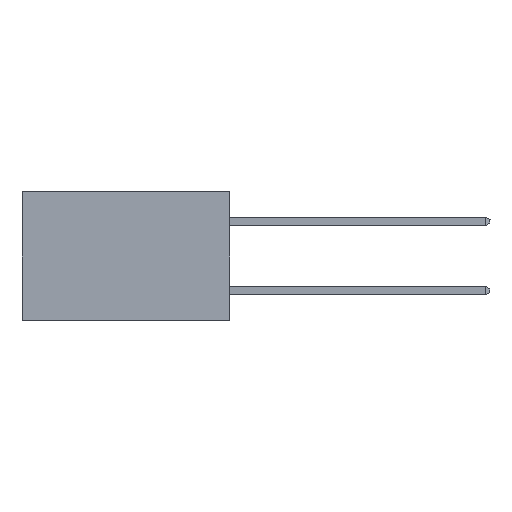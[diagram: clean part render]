
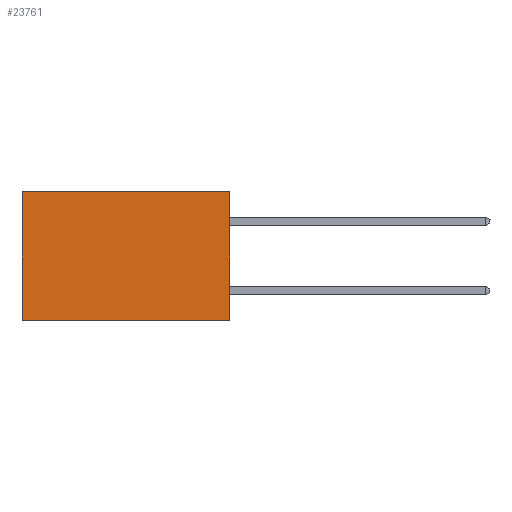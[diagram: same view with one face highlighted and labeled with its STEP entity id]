
A CAD part, left-side view. The second image highlights one B-rep face of the part: STEP entity #23761.
In plain terms, the highlighted planar face has unit normal (-1, 0, 0).
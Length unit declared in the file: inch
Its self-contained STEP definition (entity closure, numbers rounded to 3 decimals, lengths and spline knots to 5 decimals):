
#1147 = CARTESIAN_POINT ( 'NONE',  ( 0.2615, 0., 0. ) ) ;
#1409 = ORIENTED_EDGE ( 'NONE', *, *, #23776, .T. ) ;
#1584 = DIRECTION ( 'NONE',  ( 1., 0., 0. ) ) ;
#3090 = CARTESIAN_POINT ( 'NONE',  ( 0.2615, 0.6, 0. ) ) ;
#3470 = VECTOR ( 'NONE', #15543, 39.37008 ) ;
#4902 = VERTEX_POINT ( 'NONE', #24240 ) ;
#5011 = VERTEX_POINT ( 'NONE', #16420 ) ;
#5314 = DIRECTION ( 'NONE',  ( 0., 0., -1. ) ) ;
#5330 = CARTESIAN_POINT ( 'NONE',  ( 0.2615, 0.6, -0.37 ) ) ;
#5331 = VECTOR ( 'NONE', #10996, 39.37008 ) ;
#6040 = VECTOR ( 'NONE', #18350, 39.37008 ) ;
#8633 = LINE ( 'NONE', #24722, #6040 ) ;
#8797 = ORIENTED_EDGE ( 'NONE', *, *, #23656, .F. ) ;
#9029 = LINE ( 'NONE', #11040, #22959 ) ;
#9563 = LINE ( 'NONE', #25648, #3470 ) ;
#10996 = DIRECTION ( 'NONE',  ( 0., 1., 0. ) ) ;
#11040 = CARTESIAN_POINT ( 'NONE',  ( 0.2615, 0., -0.37 ) ) ;
#11823 = PLANE ( 'NONE',  #25550 ) ;
#12718 = EDGE_CURVE ( 'NONE', #5011, #4902, #9029, .T. ) ;
#12996 = ORIENTED_EDGE ( 'NONE', *, *, #21232, .T. ) ;
#15410 = FACE_OUTER_BOUND ( 'NONE', #19596, .T. ) ;
#15543 = DIRECTION ( 'NONE',  ( 0., 0., -1. ) ) ;
#16420 = CARTESIAN_POINT ( 'NONE',  ( 0.2615, 0., 0. ) ) ;
#17769 = VERTEX_POINT ( 'NONE', #3090 ) ;
#18350 = DIRECTION ( 'NONE',  ( 0., 1., 0. ) ) ;
#19596 = EDGE_LOOP ( 'NONE', ( #1409, #8797, #23013, #12996 ) ) ;
#19920 = DIRECTION ( 'NONE',  ( 0., 0., -1. ) ) ;
#20966 = LINE ( 'NONE', #1147, #5331 ) ;
#21232 = EDGE_CURVE ( 'NONE', #5011, #17769, #20966, .T. ) ;
#22959 = VECTOR ( 'NONE', #5314, 39.37008 ) ;
#23013 = ORIENTED_EDGE ( 'NONE', *, *, #12718, .F. ) ;
#23498 = CARTESIAN_POINT ( 'NONE',  ( 0.2615, 0., -0.37 ) ) ;
#23656 = EDGE_CURVE ( 'NONE', #4902, #24561, #8633, .T. ) ;
#23761 = ADVANCED_FACE ( 'NONE', ( #15410 ), #11823, .F. ) ;
#23776 = EDGE_CURVE ( 'NONE', #17769, #24561, #9563, .T. ) ;
#24240 = CARTESIAN_POINT ( 'NONE',  ( 0.2615, 0., -0.37 ) ) ;
#24561 = VERTEX_POINT ( 'NONE', #5330 ) ;
#24722 = CARTESIAN_POINT ( 'NONE',  ( 0.2615, 0., -0.37 ) ) ;
#25550 = AXIS2_PLACEMENT_3D ( 'NONE', #23498, #1584, #19920 ) ;
#25648 = CARTESIAN_POINT ( 'NONE',  ( 0.2615, 0.6, -0.37 ) ) ;
